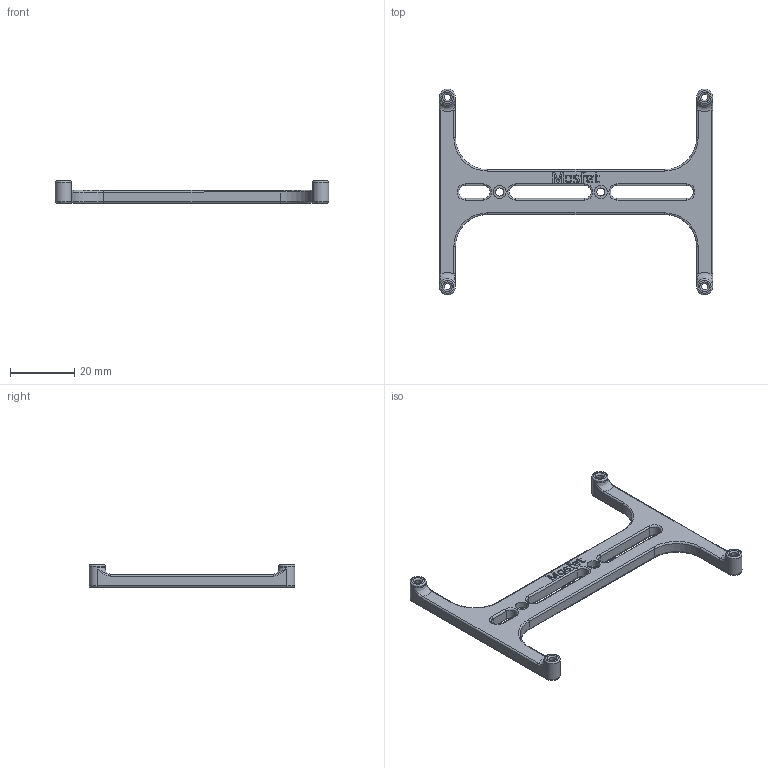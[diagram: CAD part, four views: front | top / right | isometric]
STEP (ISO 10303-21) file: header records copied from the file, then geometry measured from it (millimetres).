
FILE_DESCRIPTION(/* description */ (''),/* implementation_level */ '2;1');
FILE_NAME(/* name */ 'MKS_Mosfet_Mount.step',/* time_stamp */ '2022-03-22T22:49:51+00:00',/* author */ (''),/* organization */ (''),/* preprocessor_version */ 'ST-DEVELOPER v18.1',/* originating_system */ 'Autodesk Translation Framework v10.13.0.1454',/* authorisation */ '');
FILE_SCHEMA (('AUTOMOTIVE_DESIGN { 1 0 10303 214 3 1 1 }'));
Length unit declared in the file: millimetre
Products named in the file (1): MKS Mosfet Mount
Bounding box: 85 x 64 x 7 mm (x, y, z)
Volume: 6159.6 mm3; surface area: 5285.4 mm2
Topology: 1 solids, 1 shells, 266 faces, 699 edges, 437 vertices
Faces by surface type: plane 90, bspline 84, cylinder 50, torus 42
Full cylindrical faces by diameter (mm): 2 x4, 2.5 x2, 4 x2, 5 x4
Entity records: 9259 total; most frequent: CARTESIAN_POINT 3135, ORIENTED_EDGE 1382, DIRECTION 1060, EDGE_CURVE 691, VERTEX_POINT 437, AXIS2_PLACEMENT_3D 354, LINE 352, VECTOR 352
